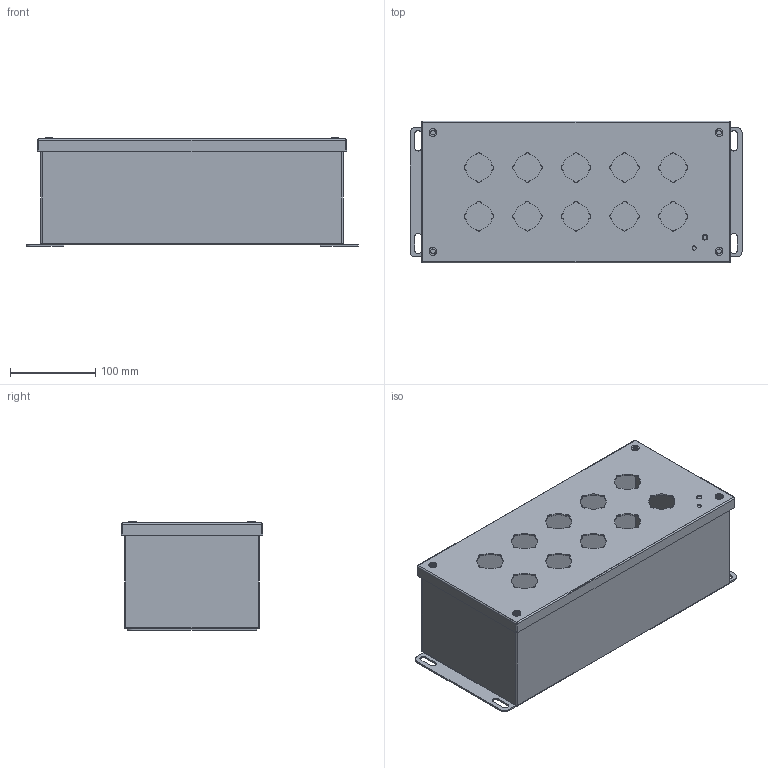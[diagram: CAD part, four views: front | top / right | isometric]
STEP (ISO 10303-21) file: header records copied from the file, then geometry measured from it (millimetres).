
FILE_DESCRIPTION (( 'STEP AP214' ), '1' );
FILE_NAME ('SCE-10PBX.STEP', '2021-01-14T13:24:30', ( '' ), ( '' ), 'SwSTEP 2.0', 'SolidWorks 2019', '' );
FILE_SCHEMA (( 'AUTOMOTIVE_DESIGN' ));
Length unit declared in the file: inch
Products named in the file (1): SCE-10PBX
Bounding box: 390.52 x 166.69 x 127.9 mm (x, y, z)
Volume: 435490.9 mm3; surface area: 569915 mm2
Topology: 15 solids, 15 shells, 572 faces, 1424 edges, 892 vertices
Faces by surface type: cylinder 334, plane 162, torus 40, sphere 24, cone 12
Full cylindrical faces by diameter (mm): 4.902 x1, 6.756 x4, 7.14 x1, 8.052 x4, 11.092 x4
Entity records: 17324 total; most frequent: DIRECTION 3292, CARTESIAN_POINT 2923, ORIENTED_EDGE 2772, EDGE_CURVE 1386, AXIS2_PLACEMENT_3D 1357, VERTEX_POINT 892, CIRCLE 784, EDGE_LOOP 670
